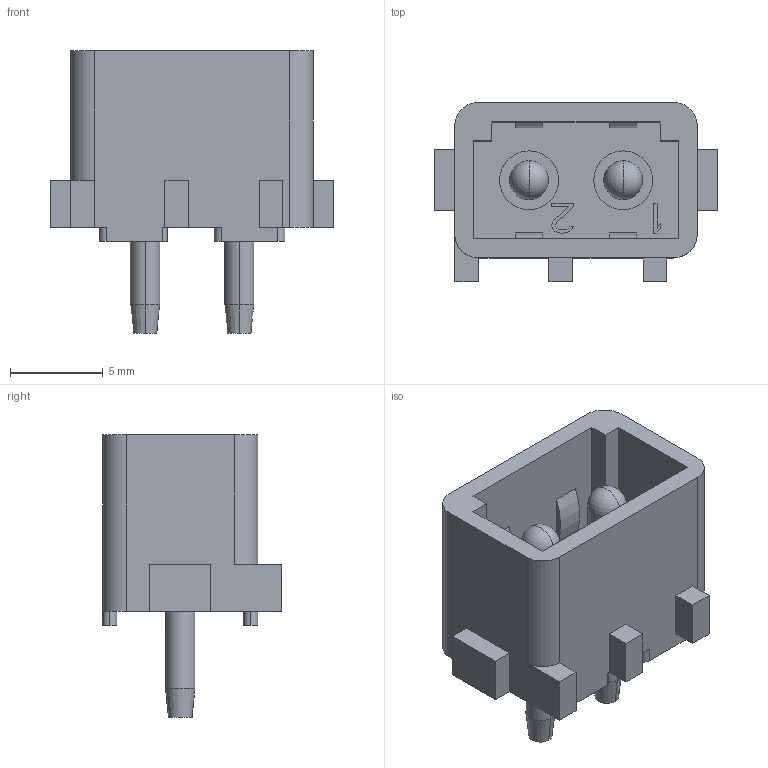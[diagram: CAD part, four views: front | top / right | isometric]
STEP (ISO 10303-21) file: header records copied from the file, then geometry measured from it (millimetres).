
FILE_DESCRIPTION(('STEP AP242'),'1');
FILE_NAME('350422-1.stp','2022-07-15T10:01:54',('TraceParts'),('TraceParts S.A.'),'Spatial InterOp 3D',' ',' ');
FILE_SCHEMA(('AP242_MANAGED_MODEL_BASED_3D_ENGINEERING_MIM_LF {1 0 10303 442 1 1 4}'));
Length unit declared in the file: millimetre
Products named in the file (1): 350422-1
Bounding box: 15.24 x 9.65 x 15.24 mm (x, y, z)
Volume: 612.6 mm3; surface area: 1108.4 mm2
Topology: 1 solids, 1 shells, 139 faces, 365 edges, 237 vertices
Faces by surface type: plane 91, cylinder 36, cone 4, bspline 4, sphere 4
Entity records: 4342 total; most frequent: CARTESIAN_POINT 846, ORIENTED_EDGE 722, DIRECTION 721, EDGE_CURVE 361, LINE 273, VECTOR 273, VERTEX_POINT 237, AXIS2_PLACEMENT_3D 224
